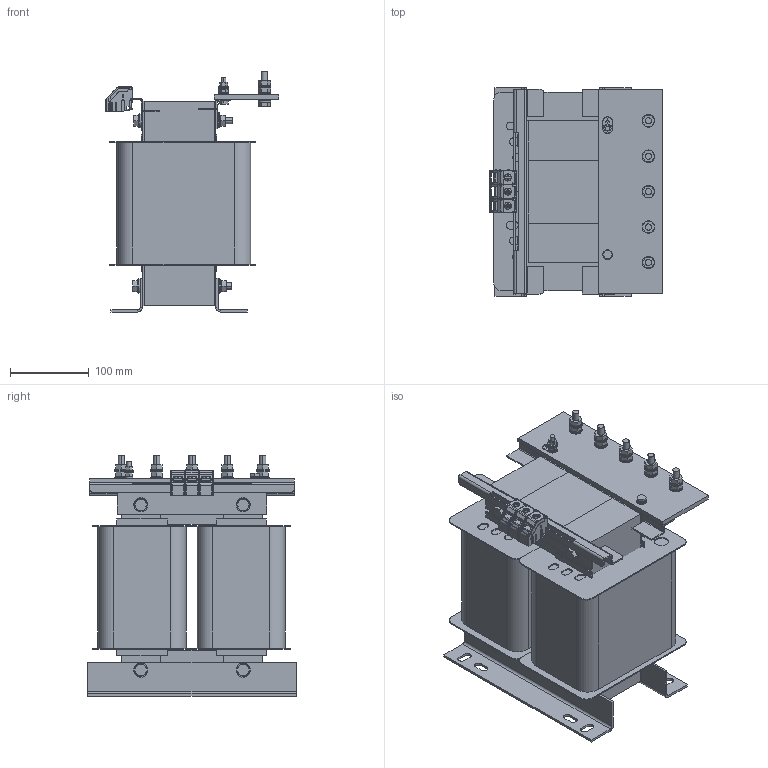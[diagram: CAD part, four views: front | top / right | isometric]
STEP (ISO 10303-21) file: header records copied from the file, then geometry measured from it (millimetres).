
FILE_DESCRIPTION((''),'2;1');
FILE_NAME('NDK-3000-36_ASM','2023-08-16T10:30:51',('yanyan'),(''),'CREO PARAMETRIC BY PTC INC, 2020044','CREO PARAMETRIC BY PTC INC, 2020044','');
FILE_SCHEMA(('CONFIG_CONTROL_DESIGN','SHAPE_APPEARANCE_LAYERS_GROUPS'));
Products named in the file (1): NDK-3000-36_ASM
Bounding box: 220 x 265 x 305 mm (x, y, z)
Surface area: 989787.6 mm2 (no closed solid volume)
Topology: 0 solids, 127 shells, 2199 faces, 5456 edges, 3546 vertices
Faces by surface type: plane 1361, cylinder 774, torus 62, bspline 2
Entity records: 75523 total; most frequent: CARTESIAN_POINT 12254, DIRECTION 11172, ORIENTED_EDGE 10829, EDGE_CURVE 5456, AXIS2_PLACEMENT_3D 3755, VECTOR 3662, LINE 3662, VERTEX_POINT 3546
